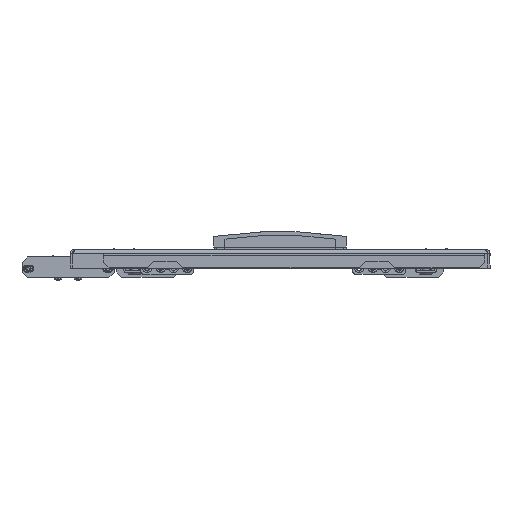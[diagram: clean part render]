
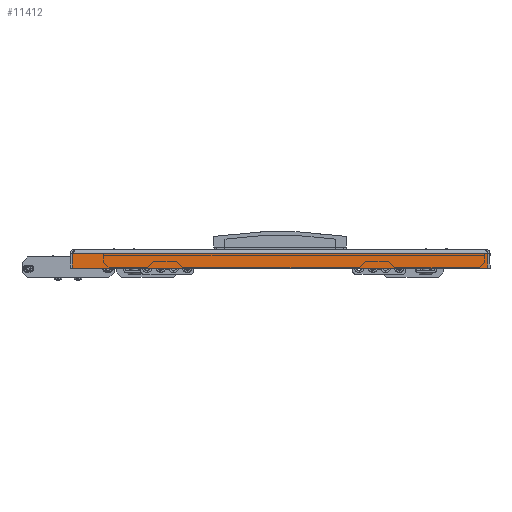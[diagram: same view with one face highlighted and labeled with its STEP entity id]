
A CAD part, left-side view. The second image highlights one B-rep face of the part: STEP entity #11412.
In plain terms, the highlighted planar face has unit normal (-1, 0, 0).
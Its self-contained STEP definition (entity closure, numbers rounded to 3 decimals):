
#383 = CARTESIAN_POINT ( 'NONE',  ( -397.5, 195.929, -2. ) ) ;
#413 = CARTESIAN_POINT ( 'NONE',  ( -397.5, -198., -2. ) ) ;
#488 = VERTEX_POINT ( 'NONE', #22468 ) ;
#621 = VERTEX_POINT ( 'NONE', #23561 ) ;
#1638 = EDGE_CURVE ( 'NONE', #34492, #22836, #8519, .T. ) ;
#1759 = EDGE_CURVE ( 'NONE', #488, #621, #21040, .T. ) ;
#3000 = CARTESIAN_POINT ( 'NONE',  ( -397.5, 198., -16. ) ) ;
#3669 = AXIS2_PLACEMENT_3D ( 'NONE', #11666, #22421, #33067 ) ;
#4886 = ORIENTED_EDGE ( 'NONE', *, *, #1638, .T. ) ;
#5486 = VECTOR ( 'NONE', #21543, 1000. ) ;
#5788 = DIRECTION ( 'NONE',  ( 0., -1., 0. ) ) ;
#6526 = PLANE ( 'NONE',  #3669 ) ;
#8519 = LINE ( 'NONE', #11950, #22285 ) ;
#10078 = VECTOR ( 'NONE', #5788, 1000. ) ;
#11405 = VECTOR ( 'NONE', #12410, 1000. ) ;
#11412 = ADVANCED_FACE ( 'NONE', ( #33014 ), #6526, .F. ) ;
#11666 = CARTESIAN_POINT ( 'NONE',  ( -397.5, 198., 0. ) ) ;
#11950 = CARTESIAN_POINT ( 'NONE',  ( -397.5, 195.929, -2. ) ) ;
#12410 = DIRECTION ( 'NONE',  ( 0., 0., -1. ) ) ;
#17218 = LINE ( 'NONE', #3000, #10078 ) ;
#17994 = CARTESIAN_POINT ( 'NONE',  ( -397.5, 195.929, -16. ) ) ;
#18102 = EDGE_CURVE ( 'NONE', #34492, #488, #27631, .T. ) ;
#19090 = ORIENTED_EDGE ( 'NONE', *, *, #18102, .F. ) ;
#21040 = LINE ( 'NONE', #28426, #11405 ) ;
#21543 = DIRECTION ( 'NONE',  ( 0., -1., 0. ) ) ;
#22285 = VECTOR ( 'NONE', #30656, 1000. ) ;
#22421 = DIRECTION ( 'NONE',  ( 1., 0., 0. ) ) ;
#22468 = CARTESIAN_POINT ( 'NONE',  ( -397.5, -195.929, -2. ) ) ;
#22836 = VERTEX_POINT ( 'NONE', #17994 ) ;
#23561 = CARTESIAN_POINT ( 'NONE',  ( -397.5, -195.929, -16. ) ) ;
#27631 = LINE ( 'NONE', #413, #5486 ) ;
#28426 = CARTESIAN_POINT ( 'NONE',  ( -397.5, -195.929, -2. ) ) ;
#29045 = ORIENTED_EDGE ( 'NONE', *, *, #31578, .T. ) ;
#29453 = EDGE_LOOP ( 'NONE', ( #29045, #32891, #19090, #4886 ) ) ;
#30656 = DIRECTION ( 'NONE',  ( 0., 0., -1. ) ) ;
#31578 = EDGE_CURVE ( 'NONE', #22836, #621, #17218, .T. ) ;
#32891 = ORIENTED_EDGE ( 'NONE', *, *, #1759, .F. ) ;
#33014 = FACE_OUTER_BOUND ( 'NONE', #29453, .T. ) ;
#33067 = DIRECTION ( 'NONE',  ( 0., 0., -1. ) ) ;
#34492 = VERTEX_POINT ( 'NONE', #383 ) ;
